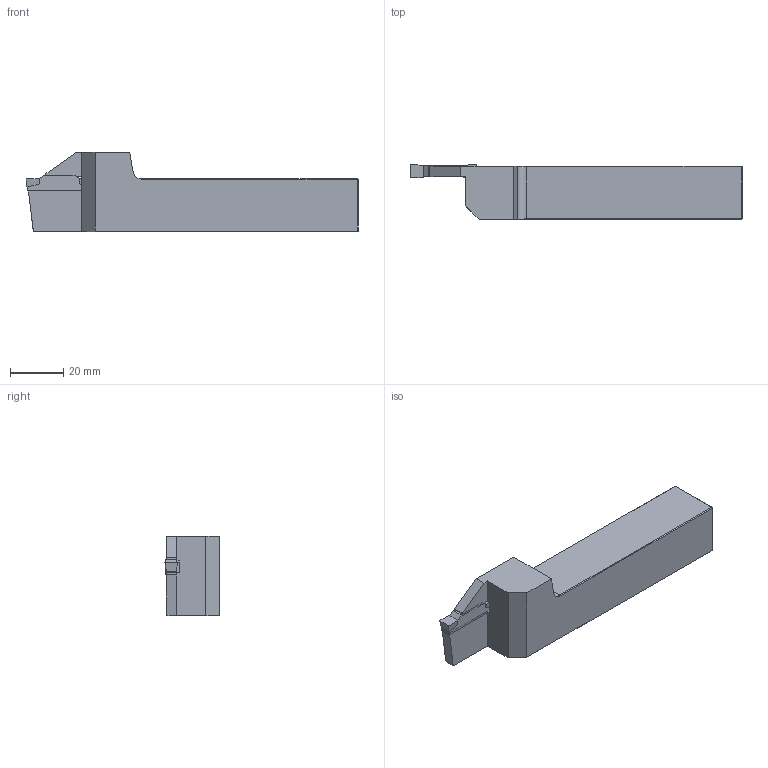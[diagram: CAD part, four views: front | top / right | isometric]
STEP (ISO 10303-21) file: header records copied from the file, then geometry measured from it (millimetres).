
FILE_DESCRIPTION(/* description */ (''),/* implementation_level */ '2;1');
FILE_NAME(/* name */ 'ADKT-123-L-2020-5-T20.stp',/* time_stamp */ '2023-10-02T20:01:37+03:00',/* author */ (''),/* organization */ (''),/* preprocessor_version */ 'ST-DEVELOPER v19.4',/* originating_system */ 'SIEMENS PLM Software NX2306.3001',/* authorisation */ '');
FILE_SCHEMA (('AUTOMOTIVE_DESIGN { 1 0 10303 214 3 1 1 1 }'));
Length unit declared in the file: millimetre
Products named in the file (1): ADKT-123-R-2020-5-T20-light
Bounding box: 125 x 20.5 x 30 mm (x, y, z)
Volume: 47035.7 mm3; surface area: 11231.6 mm2
Topology: 2 solids, 2 shells, 61 faces, 155 edges, 98 vertices
Faces by surface type: plane 51, cylinder 10
Entity records: 2081 total; most frequent: CARTESIAN_POINT 375, ORIENTED_EDGE 310, DIRECTION 297, EDGE_CURVE 155, LINE 129, VECTOR 129, VERTEX_POINT 98, AXIS2_PLACEMENT_3D 84
